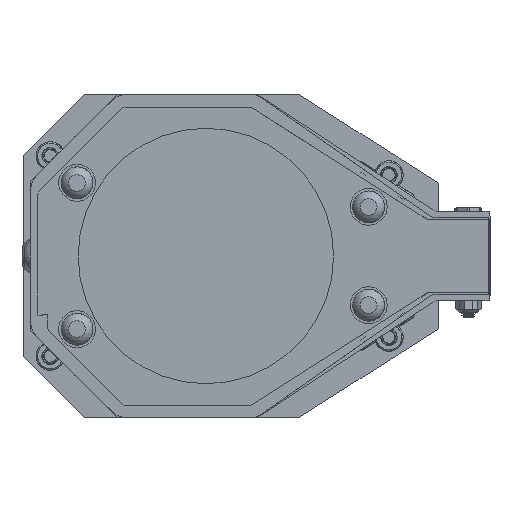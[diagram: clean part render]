
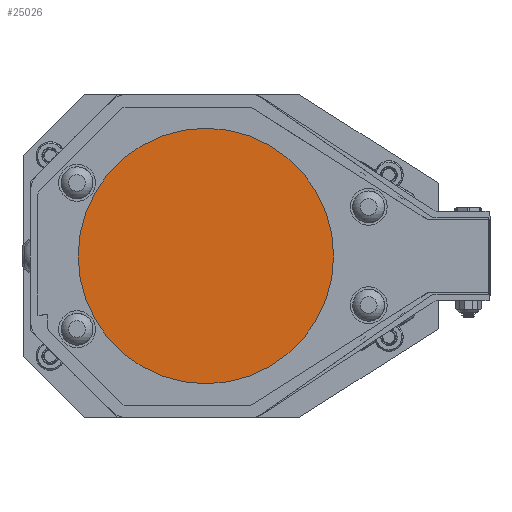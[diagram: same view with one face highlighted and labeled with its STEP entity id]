
A CAD part, left-side view. The second image highlights one B-rep face of the part: STEP entity #25026.
In plain terms, the highlighted planar face has unit normal (-1, 0, 0).
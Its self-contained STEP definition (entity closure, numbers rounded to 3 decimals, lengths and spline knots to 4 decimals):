
#3142=PLANE('',#26915);
#4078=FACE_OUTER_BOUND('',#5894,.T.);
#5894=EDGE_LOOP('',(#17938));
#10419=CIRCLE('',#26916,1.5);
#11741=VERTEX_POINT('',#71830);
#14156=EDGE_CURVE('',#11741,#11741,#10419,.T.);
#17938=ORIENTED_EDGE('',*,*,#14156,.T.);
#25026=ADVANCED_FACE('',(#4078),#3142,.F.);
#26915=AXIS2_PLACEMENT_3D('',#71829,#30090,#30091);
#26916=AXIS2_PLACEMENT_3D('',#71831,#30092,#30093);
#30090=DIRECTION('center_axis',(1.,0.,0.));
#30091=DIRECTION('ref_axis',(0.,0.,-1.));
#30092=DIRECTION('center_axis',(-1.,0.,0.));
#30093=DIRECTION('ref_axis',(0.,0.,
-1.));
#71829=CARTESIAN_POINT('Origin',(-45.188,0.,
0.));
#71830=CARTESIAN_POINT('',(-45.188,0.,1.5));
#71831=CARTESIAN_POINT('Origin',(-45.188,0.,
0.));
